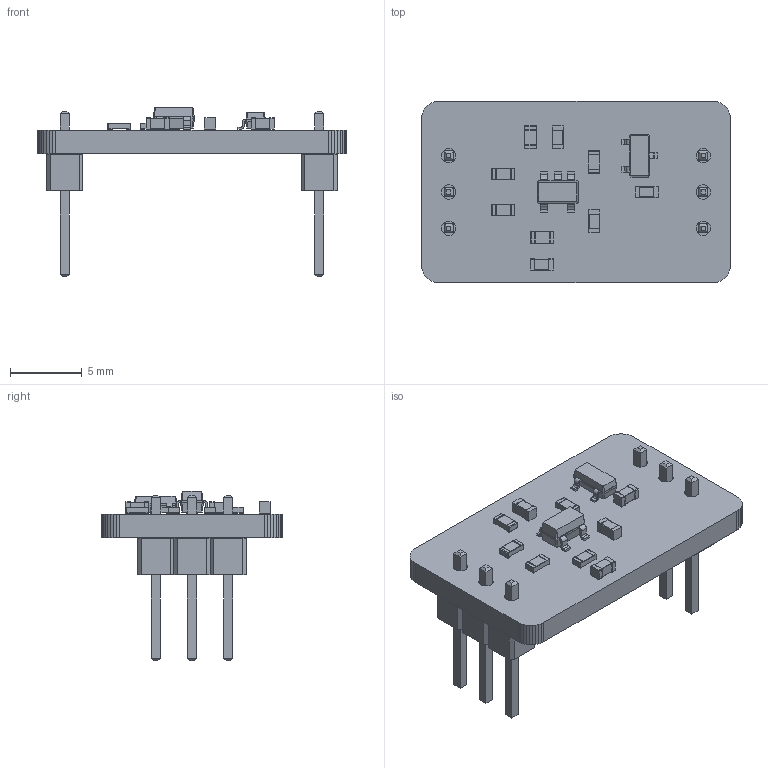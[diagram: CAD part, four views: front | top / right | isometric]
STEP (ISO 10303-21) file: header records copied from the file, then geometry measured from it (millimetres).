
FILE_DESCRIPTION(('KiCad electronic assembly'),'2;1');
FILE_NAME('OPA990 Breakout.step','2024-01-09T19:29:35',('Pcbnew'),( 'Kicad'),'Open CASCADE STEP processor 7.7','KiCad to STEP converter' ,'Unknown');
FILE_SCHEMA(('AUTOMOTIVE_DESIGN { 1 0 10303 214 1 1 1 1 }'));
Length unit declared in the file: millimetre
Products named in the file (12): OPA990 Breakout 1; R_0603_1608Metric; SOLID; C_0603_1608Metric; SOT-23; SOT-23-5; PinHeader_1x03_P2.54mm_Vertical; OPA990 Breakout PCB
Assembly tree (19 placements, depth 3):
  OPA990 Breakout 1
    R_0603_1608Metric  x5
      SOLID
    C_0603_1608Metric  x4
      SOLID
    SOT-23
      SOLID
    SOT-23-5
      SOLID
    PinHeader_1x03_P2.54mm_Vertical  x2
      SOLID
    OPA990 Breakout PCB
Bounding box: 21.59 x 12.7 x 11.84 mm (x, y, z)
Volume: 576.7 mm3; surface area: 1087.8 mm2
Topology: 14 solids, 14 shells, 627 faces, 1583 edges, 1004 vertices
Faces by surface type: plane 445, cylinder 126, bspline 56
Full cylindrical faces by diameter (mm): 1 x6
Entity records: 25123 total; most frequent: CARTESIAN_POINT 4492, DIRECTION 3280, LINE 2342, VECTOR 2342, ORIENTED_EDGE 1830, PCURVE 1830, DEFINITIONAL_REPRESENTATION 1830, EDGE_CURVE 915
